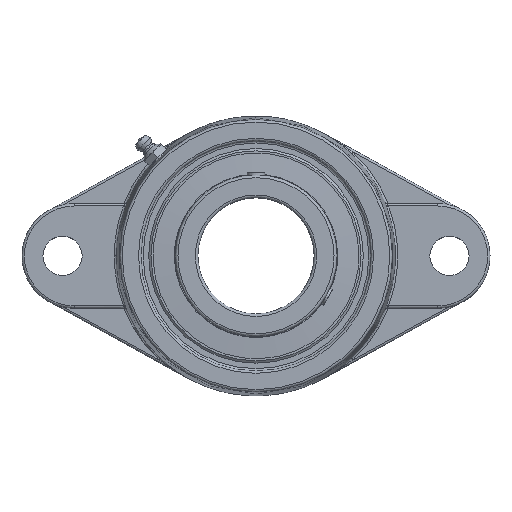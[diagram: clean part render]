
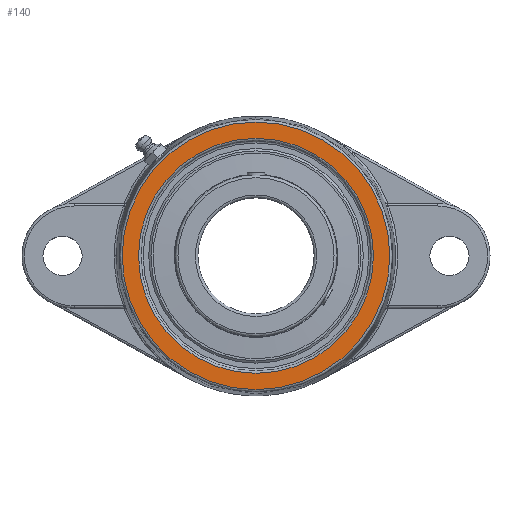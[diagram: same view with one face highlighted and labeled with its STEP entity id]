
A CAD part, top view. The second image highlights one B-rep face of the part: STEP entity #140.
In plain terms, the highlighted planar face has unit normal (0, 0, 1).
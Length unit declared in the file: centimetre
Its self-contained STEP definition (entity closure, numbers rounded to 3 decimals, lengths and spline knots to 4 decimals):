
#64=CARTESIAN_POINT('',(-5.1175,0.,3.8));
#65=VERTEX_POINT('',#64);
#101=CARTESIAN_POINT('',(0.,5.1175,3.8));
#102=VERTEX_POINT('',#101);
#103=CARTESIAN_POINT('',(0.,0.,3.8));
#104=DIRECTION('',(-0.,0.,-1.));
#105=DIRECTION('',(-0.,-1.,0.));
#106=AXIS2_PLACEMENT_3D('',#103,#104,#105);
#107=CIRCLE('',#106,5.1175);
#108=EDGE_CURVE('',#65,#102,#107,.T.);
#110=CARTESIAN_POINT('',(0.,0.,3.8));
#111=DIRECTION('',(-0.,0.,-1.));
#112=DIRECTION('',(-0.,-1.,0.));
#113=AXIS2_PLACEMENT_3D('',#110,#111,#112);
#114=CIRCLE('',#113,5.1175);
#115=EDGE_CURVE('',#102,#65,#114,.T.);
#120=CARTESIAN_POINT('',(0.,-0.,3.8));
#121=DIRECTION('',(0.,0.,1.));
#122=DIRECTION('',(1.,0.,0.));
#123=AXIS2_PLACEMENT_3D('',#120,#121,#122);
#124=PLANE('',#123);
#125=CARTESIAN_POINT('',(0.,-4.4941,3.8));
#126=VERTEX_POINT('',#125);
#127=CARTESIAN_POINT('',(0.,0.,3.8));
#128=DIRECTION('',(0.,-0.,1.));
#129=DIRECTION('',(0.,1.,0.));
#130=AXIS2_PLACEMENT_3D('',#127,#128,#129);
#131=CIRCLE('',#130,4.4941);
#132=EDGE_CURVE('',#126,#126,#131,.T.);
#133=ORIENTED_EDGE('',*,*,#132,.F.);
#134=EDGE_LOOP('',(#133));
#135=FACE_BOUND('',#134,.T.);
#136=ORIENTED_EDGE('',*,*,#108,.F.);
#137=ORIENTED_EDGE('',*,*,#115,.F.);
#138=EDGE_LOOP('',(#136,#137));
#139=FACE_BOUND('',#138,.T.);
#140=ADVANCED_FACE('',(#135,#139),#124,.T.);
